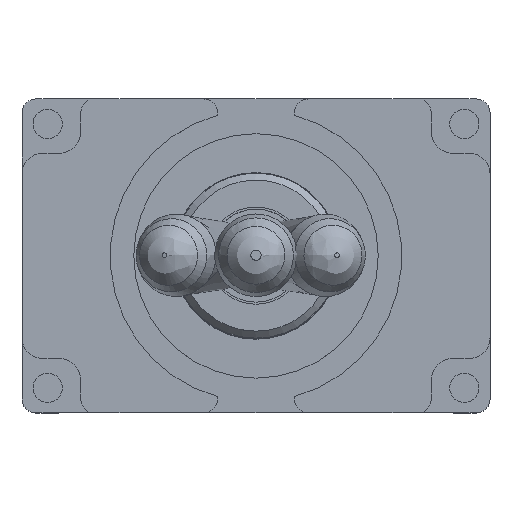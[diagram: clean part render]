
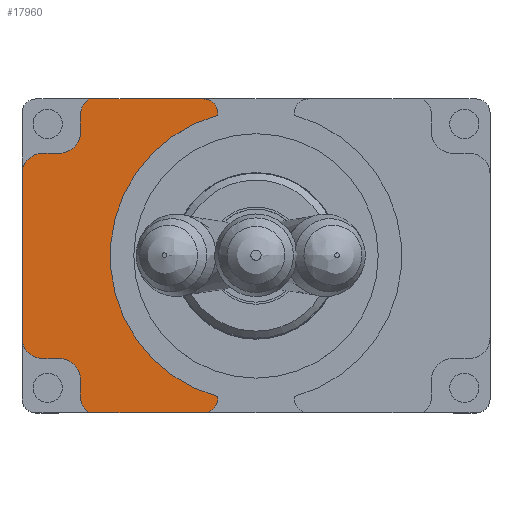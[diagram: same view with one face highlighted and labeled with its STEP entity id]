
A CAD part, top view. The second image highlights one B-rep face of the part: STEP entity #17960.
In plain terms, the highlighted face is planar.
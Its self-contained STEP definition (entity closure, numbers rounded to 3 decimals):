
#357=PLANE('',#25505);
#1157=CIRCLE('',#25506,1.5);
#1158=CIRCLE('',#25507,1.5);
#1159=CIRCLE('',#25508,1.5);
#1160=CIRCLE('',#25509,1.5);
#1161=CIRCLE('',#25510,1.5);
#1162=CIRCLE('',#25511,1.5);
#1163=CIRCLE('',#25512,1.);
#1164=CIRCLE('',#25513,10.5);
#1165=CIRCLE('',#25514,1.);
#1430=LINE('',#47799,#2598);
#1436=LINE('',#47812,#2604);
#1454=LINE('',#47844,#2622);
#1461=LINE('',#47877,#2629);
#1462=LINE('',#47881,#2630);
#1463=LINE('',#47886,#2631);
#1464=LINE('',#47890,#2632);
#2598=VECTOR('',#26806,1000.);
#2604=VECTOR('',#26814,1000.);
#2622=VECTOR('',#26836,1000.);
#2629=VECTOR('',#26877,1000.);
#2630=VECTOR('',#26880,1000.);
#2631=VECTOR('',#26885,1000.);
#2632=VECTOR('',#26888,1000.);
#5338=ORIENTED_EDGE('',*,*,#10672,.F.);
#5339=ORIENTED_EDGE('',*,*,#10673,.F.);
#5340=ORIENTED_EDGE('',*,*,#10674,.F.);
#5341=ORIENTED_EDGE('',*,*,#10675,.F.);
#5342=ORIENTED_EDGE('',*,*,#10676,.F.);
#5343=ORIENTED_EDGE('',*,*,#10632,.F.);
#5344=ORIENTED_EDGE('',*,*,#10677,.F.);
#5345=ORIENTED_EDGE('',*,*,#10678,.F.);
#5346=ORIENTED_EDGE('',*,*,#10679,.F.);
#5347=ORIENTED_EDGE('',*,*,#10680,.F.);
#5348=ORIENTED_EDGE('',*,*,#10681,.F.);
#5349=ORIENTED_EDGE('',*,*,#10656,.F.);
#5350=ORIENTED_EDGE('',*,*,#10682,.F.);
#5351=ORIENTED_EDGE('',*,*,#10683,.F.);
#5352=ORIENTED_EDGE('',*,*,#10684,.F.);
#5353=ORIENTED_EDGE('',*,*,#10638,.F.);
#10632=EDGE_CURVE('',#13286,#13287,#1430,.T.);
#10638=EDGE_CURVE('',#13292,#13293,#1436,.T.);
#10656=EDGE_CURVE('',#13304,#13305,#1454,.T.);
#10672=EDGE_CURVE('',#13313,#13292,#1157,.T.);
#10673=EDGE_CURVE('',#13314,#13313,#1461,.T.);
#10674=EDGE_CURVE('',#13315,#13314,#1158,.T.);
#10675=EDGE_CURVE('',#13316,#13315,#1462,.T.);
#10676=EDGE_CURVE('',#13287,#13316,#1159,.T.);
#10677=EDGE_CURVE('',#13317,#13286,#1160,.T.);
#10678=EDGE_CURVE('',#13318,#13317,#1463,.T.);
#10679=EDGE_CURVE('',#13319,#13318,#1161,.T.);
#10680=EDGE_CURVE('',#13320,#13319,#1464,.T.);
#10681=EDGE_CURVE('',#13305,#13320,#1162,.T.);
#10682=EDGE_CURVE('',#13321,#13304,#1163,.T.);
#10683=EDGE_CURVE('',#13322,#13321,#1164,.T.);
#10684=EDGE_CURVE('',#13293,#13322,#1165,.T.);
#13286=VERTEX_POINT('',#47798);
#13287=VERTEX_POINT('',#47800);
#13292=VERTEX_POINT('',#47811);
#13293=VERTEX_POINT('',#47813);
#13304=VERTEX_POINT('',#47843);
#13305=VERTEX_POINT('',#47845);
#13313=VERTEX_POINT('',#47876);
#13314=VERTEX_POINT('',#47878);
#13315=VERTEX_POINT('',#47880);
#13316=VERTEX_POINT('',#47882);
#13317=VERTEX_POINT('',#47885);
#13318=VERTEX_POINT('',#47887);
#13319=VERTEX_POINT('',#47889);
#13320=VERTEX_POINT('',#47891);
#13321=VERTEX_POINT('',#47894);
#13322=VERTEX_POINT('',#47896);
#15118=EDGE_LOOP('',(#5338,#5339,#5340,#5341,#5342,#5343,#5344,#5345,#5346,
#5347,#5348,#5349,#5350,#5351,#5352,#5353));
#16482=FACE_BOUND('',#15118,.T.);
#17960=ADVANCED_FACE('',(#16482),#357,.F.);
#25505=AXIS2_PLACEMENT_3D('',#47874,#26873,#26874);
#25506=AXIS2_PLACEMENT_3D('',#47875,#26875,#26876);
#25507=AXIS2_PLACEMENT_3D('',#47879,#26878,#26879);
#25508=AXIS2_PLACEMENT_3D('',#47883,#26881,#26882);
#25509=AXIS2_PLACEMENT_3D('',#47884,#26883,#26884);
#25510=AXIS2_PLACEMENT_3D('',#47888,#26886,#26887);
#25511=AXIS2_PLACEMENT_3D('',#47892,#26889,#26890);
#25512=AXIS2_PLACEMENT_3D('',#47893,#26891,#26892);
#25513=AXIS2_PLACEMENT_3D('',#47895,#26893,#26894);
#25514=AXIS2_PLACEMENT_3D('',#47897,#26895,#26896);
#26806=DIRECTION('',(0.,0.,-1.));
#26814=DIRECTION('',(1.,0.,0.));
#26836=DIRECTION('',(-1.,0.,0.));
#26873=DIRECTION('',(0.,-1.,0.));
#26874=DIRECTION('',(0.,0.,-1.));
#26875=DIRECTION('',(0.,-1.,0.));
#26876=DIRECTION('',(1.,0.,0.));
#26877=DIRECTION('',(0.,0.,-1.));
#26878=DIRECTION('',(0.,1.,0.));
#26879=DIRECTION('',(-1.,0.,0.));
#26880=DIRECTION('',(1.,0.,0.));
#26881=DIRECTION('',(0.,-1.,0.));
#26882=DIRECTION('',(1.,0.,0.));
#26883=DIRECTION('',(0.,-1.,0.));
#26884=DIRECTION('',(1.,0.,0.));
#26885=DIRECTION('',(-1.,0.,0.));
#26886=DIRECTION('',(0.,1.,0.));
#26887=DIRECTION('',(-1.,0.,0.));
#26888=DIRECTION('',(0.,0.,-1.));
#26889=DIRECTION('',(0.,-1.,0.));
#26890=DIRECTION('',(1.,0.,0.));
#26891=DIRECTION('',(0.,-1.,0.));
#26892=DIRECTION('',(-1.,0.,0.));
#26893=DIRECTION('',(0.,1.,0.));
#26894=DIRECTION('',(1.,0.,0.));
#26895=DIRECTION('',(0.,-1.,0.));
#26896=DIRECTION('',(-1.,0.,0.));
#47798=CARTESIAN_POINT('',(-16.85,1.6,5.895));
#47799=CARTESIAN_POINT('',(-16.85,1.6,5.895));
#47800=CARTESIAN_POINT('',(-16.85,1.6,-5.895));
#47811=CARTESIAN_POINT('',(-12.044,1.6,-11.3));
#47812=CARTESIAN_POINT('',(-12.044,1.6,-11.3));
#47813=CARTESIAN_POINT('',(-3.767,1.6,-11.3));
#47843=CARTESIAN_POINT('',(-3.767,1.6,11.3));
#47844=CARTESIAN_POINT('',(-3.767,1.6,11.3));
#47845=CARTESIAN_POINT('',(-12.044,1.6,11.3));
#47874=CARTESIAN_POINT('',(-11.15,1.6,-10.095));
#47875=CARTESIAN_POINT('',(-11.15,1.6,-10.095));
#47876=CARTESIAN_POINT('',(-12.65,1.6,-10.095));
#47877=CARTESIAN_POINT('',(-12.65,1.6,-8.895));
#47878=CARTESIAN_POINT('',(-12.65,1.6,-8.895));
#47879=CARTESIAN_POINT('',(-14.15,1.6,-8.895));
#47880=CARTESIAN_POINT('',(-14.15,1.6,-7.395));
#47881=CARTESIAN_POINT('',(-15.35,1.6,-7.395));
#47882=CARTESIAN_POINT('',(-15.35,1.6,-7.395));
#47883=CARTESIAN_POINT('',(-15.35,1.6,-5.895));
#47884=CARTESIAN_POINT('',(-15.35,1.6,5.895));
#47885=CARTESIAN_POINT('',(-15.35,1.6,7.395));
#47886=CARTESIAN_POINT('',(-15.35,1.6,7.395));
#47887=CARTESIAN_POINT('',(-14.15,1.6,7.395));
#47888=CARTESIAN_POINT('',(-14.15,1.6,8.895));
#47889=CARTESIAN_POINT('',(-12.65,1.6,8.895));
#47890=CARTESIAN_POINT('',(-12.65,1.6,8.895));
#47891=CARTESIAN_POINT('',(-12.65,1.6,10.095));
#47892=CARTESIAN_POINT('',(-11.15,1.6,10.095));
#47893=CARTESIAN_POINT('',(-3.767,1.6,10.3));
#47894=CARTESIAN_POINT('',(-2.782,1.6,10.125));
#47895=CARTESIAN_POINT('',(0.,1.6,0.));
#47896=CARTESIAN_POINT('',(-2.782,1.6,-10.125));
#47897=CARTESIAN_POINT('',(-3.767,1.6,-10.3));
